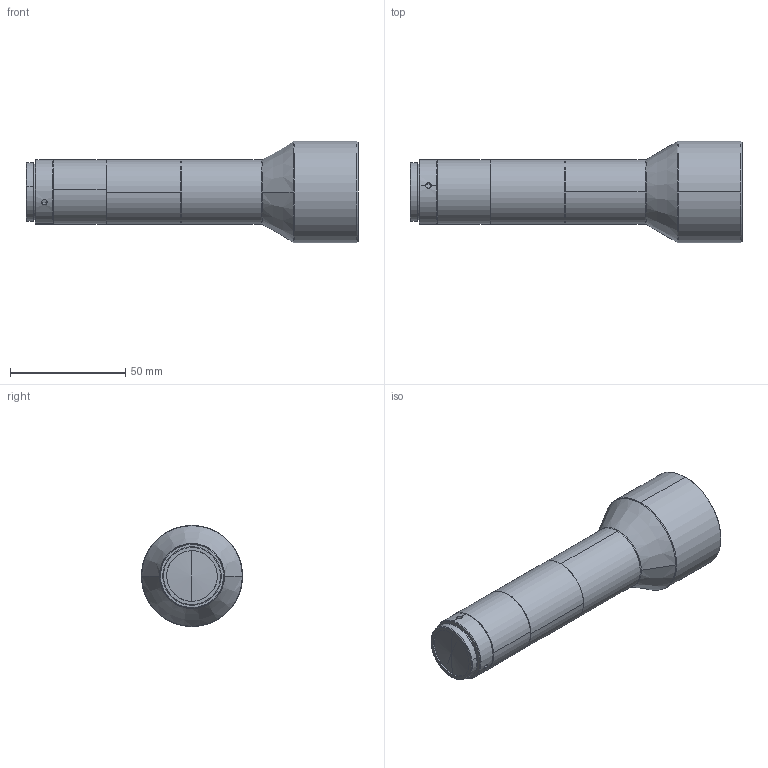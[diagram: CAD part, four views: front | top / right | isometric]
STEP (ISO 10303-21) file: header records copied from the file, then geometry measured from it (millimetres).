
FILE_DESCRIPTION (( 'STEP AP203' ), '1' );
FILE_NAME ('WWK04-110-230.STEP', '2019-07-12T08:03:12', ( '' ), ( '' ), 'SwSTEP 2.0', 'SolidWorks 2017', '' );
FILE_SCHEMA (( 'CONFIG_CONTROL_DESIGN' ));
Length unit declared in the file: millimetre
Products named in the file (1): WWK04-110-230
Bounding box: 144.16 x 44 x 44 mm (x, y, z)
Volume: 118366.2 mm3; surface area: 17004.4 mm2
Topology: 1 solids, 1 shells, 61 faces, 147 edges, 92 vertices
Faces by surface type: cone 27, cylinder 24, plane 6, bspline 4
Entity records: 2076 total; most frequent: CARTESIAN_POINT 573, DIRECTION 321, ORIENTED_EDGE 286, EDGE_CURVE 143, AXIS2_PLACEMENT_3D 136, VERTEX_POINT 92, CIRCLE 78, EDGE_LOOP 69
